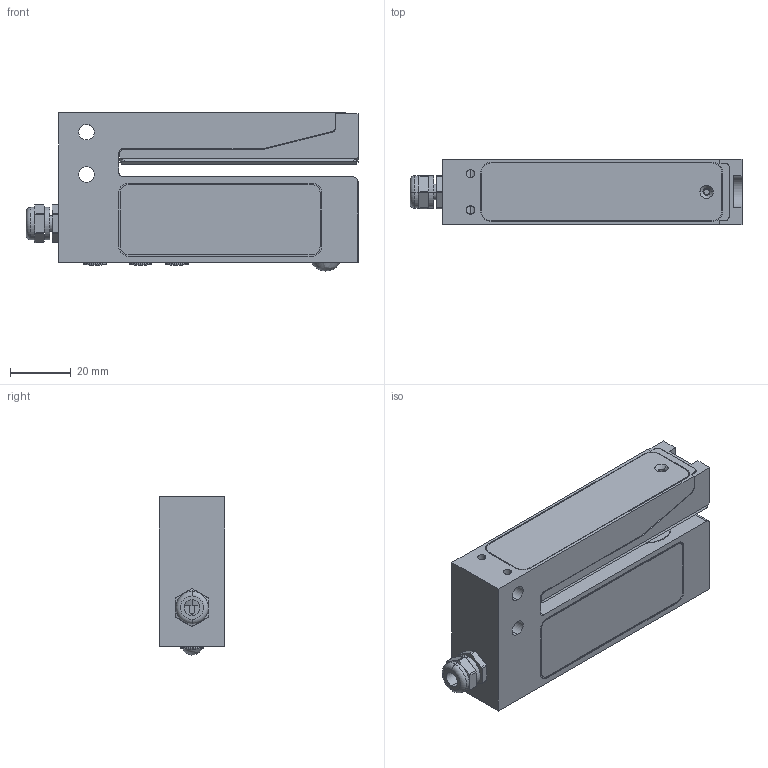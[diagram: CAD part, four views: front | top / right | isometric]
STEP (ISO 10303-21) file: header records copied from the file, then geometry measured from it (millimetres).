
FILE_DESCRIPTION (( 'STEP AP203' ), '1' );
FILE_NAME ('CLS-1.STEP', '2019-10-24T10:16:20', ( 'USER' ), ( '' ), 'SwSTEP 2.0', 'SolidWorks 2019', '' );
FILE_SCHEMA (( 'CONFIG_CONTROL_DESIGN' ));
Length unit declared in the file: inch
Products named in the file (1): CLS-1
Bounding box: 109.73 x 21.59 x 52.28 mm (x, y, z)
Surface area: 30289.6 mm2 (no closed solid volume)
Topology: 0 solids, 16 shells, 260 faces, 836 edges, 593 vertices
Faces by surface type: plane 114, cylinder 107, cone 22, torus 8, sphere 6, bspline 3
Entity records: 10435 total; most frequent: CARTESIAN_POINT 3033, DIRECTION 1547, ORIENTED_EDGE 1394, EDGE_CURVE 836, VERTEX_POINT 593, AXIS2_PLACEMENT_3D 550, LINE 447, VECTOR 447
